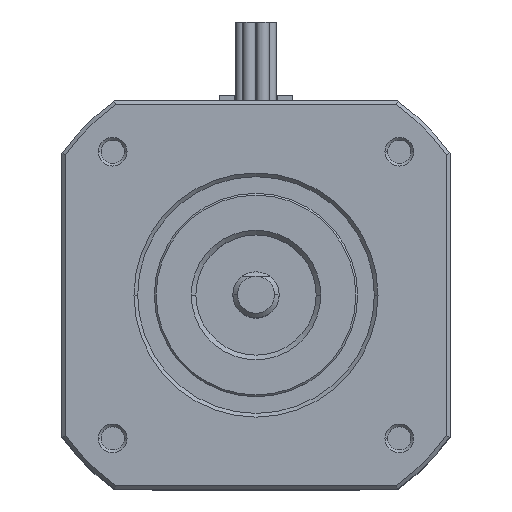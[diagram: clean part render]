
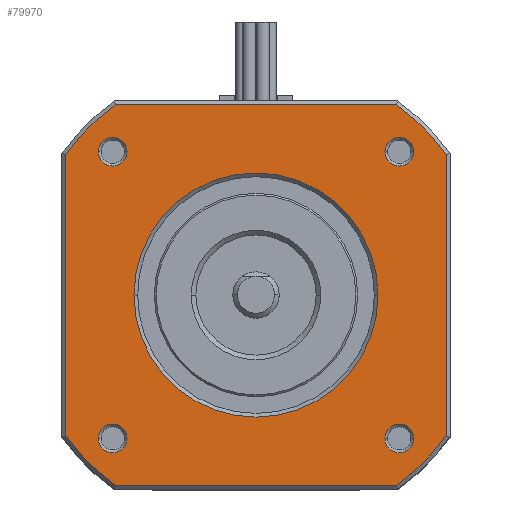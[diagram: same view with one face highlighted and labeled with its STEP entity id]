
A CAD part, top view. The second image highlights one B-rep face of the part: STEP entity #79970.
In plain terms, the highlighted planar face has unit normal (0, 0, 1).
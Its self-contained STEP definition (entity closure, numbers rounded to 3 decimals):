
#64460=CARTESIAN_POINT('',(-15.199,-20.6,0.));
#64470=VERTEX_POINT('',#64460);
#64500=CARTESIAN_POINT('',(0.,-20.6,0.));
#64510=DIRECTION('',(-1.,0.,0.));
#64520=VECTOR('',#64510,1.);
#64530=LINE('',#64500,#64520);
#64540=CARTESIAN_POINT('',(15.199,-20.6,0.));
#64550=VERTEX_POINT('',#64540);
#64560=EDGE_CURVE('',#64550,#64470,#64530,.T.);
#64850=CARTESIAN_POINT('',(0.,0.,0.
));
#64860=DIRECTION('',(-0.,-0.,1.));
#64870=DIRECTION('',(-1.,0.,-0.));
#64880=AXIS2_PLACEMENT_3D('',#64850,#64860,#64870);
#64890=CIRCLE('',#64880,25.6);
#64900=CARTESIAN_POINT('',(20.6,-15.199,0.));
#64910=VERTEX_POINT('',#64900);
#64920=EDGE_CURVE('',#64550,#64910,#64890,.T.);
#65210=CARTESIAN_POINT('',(20.6,0.,-0.));
#65220=DIRECTION('',(0.,-1.,0.));
#65230=VECTOR('',#65220,1.);
#65240=LINE('',#65210,#65230);
#65250=CARTESIAN_POINT('',(20.6,15.199,0.));
#65260=VERTEX_POINT('',#65250);
#65270=EDGE_CURVE('',#65260,#64910,#65240,.T.);
#69560=CARTESIAN_POINT('',(-20.6,15.199,0.));
#69570=VERTEX_POINT('',#69560);
#69600=CARTESIAN_POINT('',(-20.6,0.,0.));
#69610=DIRECTION('',(0.,1.,-0.));
#69620=VECTOR('',#69610,1.);
#69630=LINE('',#69600,#69620);
#69640=CARTESIAN_POINT('',(-20.6,-15.199,
0.));
#69650=VERTEX_POINT('',#69640);
#69660=EDGE_CURVE('',#69650,#69570,#69630,.T.);
#69900=CARTESIAN_POINT('',(0.,0.,0.)
);
#69910=DIRECTION('',(-0.,-0.,1.));
#69920=DIRECTION('',(-1.,0.,-0.));
#69930=AXIS2_PLACEMENT_3D('',#69900,#69910,#69920);
#69940=CIRCLE('',#69930,25.6);
#69950=EDGE_CURVE('',#69650,#64470,#69940,.T.);
#74480=CARTESIAN_POINT('',(0.,0.,
0.));
#74490=DIRECTION('',(-0.,-0.,1.));
#74500=DIRECTION('',(-1.,0.,-0.));
#74510=AXIS2_PLACEMENT_3D('',#74480,#74490,#74500);
#74520=CIRCLE('',#74510,25.6);
#74530=CARTESIAN_POINT('',(15.199,20.6,0.));
#74540=VERTEX_POINT('',#74530);
#74550=EDGE_CURVE('',#65260,#74540,#74520,.T.);
#74840=CARTESIAN_POINT('',(0.,20.6,0.));
#74850=DIRECTION('',(1.,0.,-0.));
#74860=VECTOR('',#74850,1.);
#74870=LINE('',#74840,#74860);
#74880=CARTESIAN_POINT('',(-15.199,20.6,
0.));
#74890=VERTEX_POINT('',#74880);
#74900=EDGE_CURVE('',#74890,#74540,#74870,.T.);
#79010=CARTESIAN_POINT('',(-20.6,-20.6,0.));
#79020=DIRECTION('',(0.,0.,1.));
#79030=DIRECTION('',(1.,0.,-0.));
#79040=AXIS2_PLACEMENT_3D('',#79010,#79020,#79030);
#79050=PLANE('',#79040);
#79060=ORIENTED_EDGE('',*,*,#69950,.T.);
#79070=ORIENTED_EDGE('',*,*,#69660,.F.);
#79080=CARTESIAN_POINT('',(0.,0.,0.
));
#79090=DIRECTION('',(-0.,-0.,1.));
#79100=DIRECTION('',(-1.,0.,-0.));
#79110=AXIS2_PLACEMENT_3D('',#79080,#79090,#79100);
#79120=CIRCLE('',#79110,25.6);
#79130=EDGE_CURVE('',#74890,#69570,#79120,.T.);
#79140=ORIENTED_EDGE('',*,*,#79130,.T.);
#79150=ORIENTED_EDGE('',*,*,#74900,.F.);
#79160=ORIENTED_EDGE('',*,*,#74550,.T.);
#79170=ORIENTED_EDGE('',*,*,#65270,.F.);
#79180=ORIENTED_EDGE('',*,*,#64920,.T.);
#79190=ORIENTED_EDGE('',*,*,#64560,.F.);
#79200=EDGE_LOOP('',(#79190,#79180,#79170,#79160,#79150,#79140,#79070,
#79060));
#79210=FACE_OUTER_BOUND('',#79200,.T.);
#79220=CARTESIAN_POINT('',(-15.5,-15.5,0.));
#79230=DIRECTION('',(-0.,-0.,-1.));
#79240=DIRECTION('',(1.,0.,0.));
#79250=AXIS2_PLACEMENT_3D('',#79220,#79230,#79240);
#79260=CIRCLE('',#79250,1.55);
#79270=CARTESIAN_POINT('',(-13.95,-15.5,0.));
#79280=VERTEX_POINT('',#79270);
#79290=CARTESIAN_POINT('',(-17.05,-15.5,0.));
#79300=VERTEX_POINT('',#79290);
#79310=EDGE_CURVE('',#79280,#79300,#79260,.T.);
#79320=ORIENTED_EDGE('',*,*,#79310,.T.);
#79330=EDGE_CURVE('',#79300,#79280,#79260,.T.);
#79340=ORIENTED_EDGE('',*,*,#79330,.T.);
#79350=EDGE_LOOP('',(#79340,#79320));
#79360=FACE_BOUND('',#79350,.T.);
#79370=CARTESIAN_POINT('',(15.5,-15.5,0.));
#79380=DIRECTION('',(-0.,-0.,-1.));
#79390=DIRECTION('',(1.,0.,0.));
#79400=AXIS2_PLACEMENT_3D('',#79370,#79380,#79390);
#79410=CIRCLE('',#79400,1.55);
#79420=CARTESIAN_POINT('',(17.05,-15.5,0.));
#79430=VERTEX_POINT('',#79420);
#79440=CARTESIAN_POINT('',(13.95,-15.5,0.));
#79450=VERTEX_POINT('',#79440);
#79460=EDGE_CURVE('',#79430,#79450,#79410,.T.);
#79470=ORIENTED_EDGE('',*,*,#79460,.T.);
#79480=EDGE_CURVE('',#79450,#79430,#79410,.T.);
#79490=ORIENTED_EDGE('',*,*,#79480,.T.);
#79500=EDGE_LOOP('',(#79490,#79470));
#79510=FACE_BOUND('',#79500,.T.);
#79520=CARTESIAN_POINT('',(15.5,15.5,0.));
#79530=DIRECTION('',(-0.,-0.,-1.));
#79540=DIRECTION('',(1.,0.,0.));
#79550=AXIS2_PLACEMENT_3D('',#79520,#79530,#79540);
#79560=CIRCLE('',#79550,1.55);
#79570=CARTESIAN_POINT('',(13.95,15.5,0.));
#79580=VERTEX_POINT('',#79570);
#79590=CARTESIAN_POINT('',(17.05,15.5,0.));
#79600=VERTEX_POINT('',#79590);
#79610=EDGE_CURVE('',#79580,#79600,#79560,.T.);
#79620=ORIENTED_EDGE('',*,*,#79610,.T.);
#79630=EDGE_CURVE('',#79600,#79580,#79560,.T.);
#79640=ORIENTED_EDGE('',*,*,#79630,.T.);
#79650=EDGE_LOOP('',(#79640,#79620));
#79660=FACE_BOUND('',#79650,.T.);
#79670=CARTESIAN_POINT('',(-15.5,15.5,0.));
#79680=DIRECTION('',(-0.,-0.,-1.));
#79690=DIRECTION('',(1.,0.,0.));
#79700=AXIS2_PLACEMENT_3D('',#79670,#79680,#79690);
#79710=CIRCLE('',#79700,1.55);
#79720=CARTESIAN_POINT('',(-17.05,15.5,0.));
#79730=VERTEX_POINT('',#79720);
#79740=CARTESIAN_POINT('',(-13.95,15.5,0.));
#79750=VERTEX_POINT('',#79740);
#79760=EDGE_CURVE('',#79730,#79750,#79710,.T.);
#79770=ORIENTED_EDGE('',*,*,#79760,.T.);
#79780=EDGE_CURVE('',#79750,#79730,#79710,.T.);
#79790=ORIENTED_EDGE('',*,*,#79780,.T.);
#79800=EDGE_LOOP('',(#79790,#79770));
#79810=FACE_BOUND('',#79800,.T.);
#79820=CARTESIAN_POINT('',(0.,0.,
0.));
#79830=DIRECTION('',(-0.,-0.,-1.));
#79840=DIRECTION('',(1.,0.,0.));
#79850=AXIS2_PLACEMENT_3D('',#79820,#79830,#79840);
#79860=CIRCLE('',#79850,13.2);
#79870=CARTESIAN_POINT('',(13.2,0.,0.));
#79880=VERTEX_POINT('',#79870);
#79890=CARTESIAN_POINT('',(-13.2,0.,
0.));
#79900=VERTEX_POINT('',#79890);
#79910=EDGE_CURVE('',#79880,#79900,#79860,.T.);
#79920=ORIENTED_EDGE('',*,*,#79910,.T.);
#79930=EDGE_CURVE('',#79900,#79880,#79860,.T.);
#79940=ORIENTED_EDGE('',*,*,#79930,.T.);
#79950=EDGE_LOOP('',(#79940,#79920));
#79960=FACE_BOUND('',#79950,.T.);
#79970=ADVANCED_FACE('',(#79210,#79360,#79510,#79660,#79810,#79960),
#79050,.T.);
